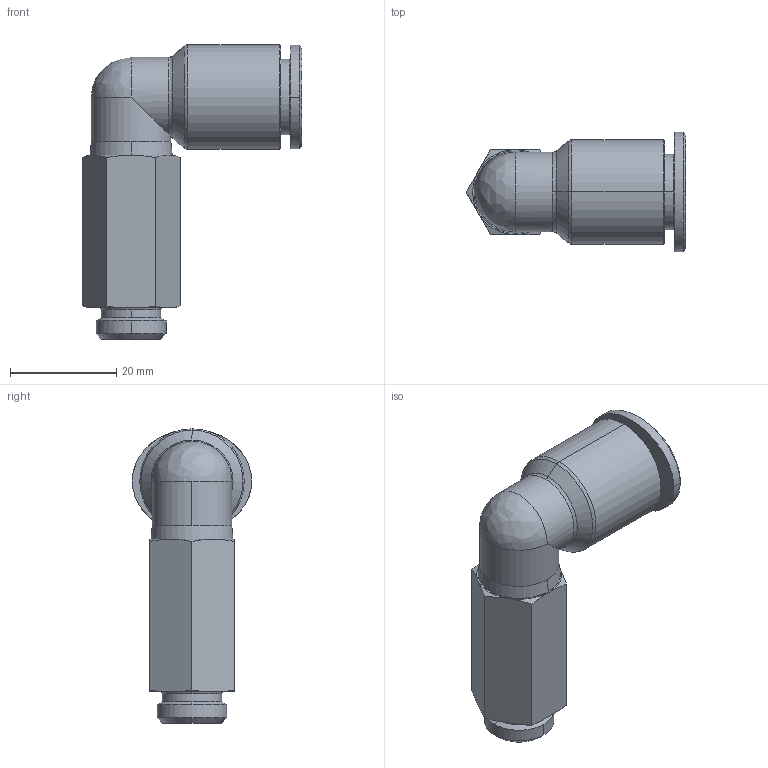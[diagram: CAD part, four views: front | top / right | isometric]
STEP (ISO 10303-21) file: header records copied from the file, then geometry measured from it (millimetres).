
FILE_DESCRIPTION (( 'STEP AP214' ), '1' );
FILE_NAME ('PLL12-G02.stp', '2015-09-11T14:39:05', ( '' ), ( '' ), 'SwSTEP 2.0', 'SolidWorks 2015', '' );
FILE_SCHEMA (( 'AUTOMOTIVE_DESIGN' ));
Length unit declared in the file: millimetre
Products named in the file (2): ｦ+ﾃｦ1; PLL12-G02
Assembly tree (1 placements, depth 2):
  PLL12-G02
    ｦ+ﾃｦ1
Bounding box: 41.44 x 22.5 x 55.5 mm (x, y, z)
Volume: 12579.9 mm3; surface area: 6953.3 mm2
Topology: 1 solids, 1 shells, 413 faces, 1166 edges, 771 vertices
Faces by surface type: plane 347, cone 34, cylinder 18, bspline 12, torus 2
Entity records: 14661 total; most frequent: CARTESIAN_POINT 3308, ORIENTED_EDGE 2330, DIRECTION 2018, EDGE_CURVE 1165, VECTOR 1022, LINE 1022, VERTEX_POINT 771, AXIS2_PLACEMENT_3D 498
